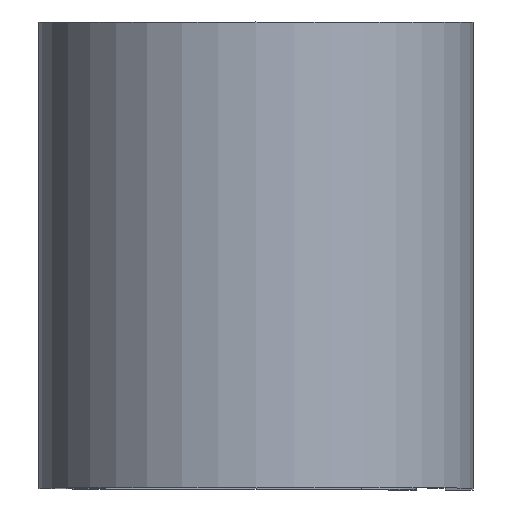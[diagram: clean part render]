
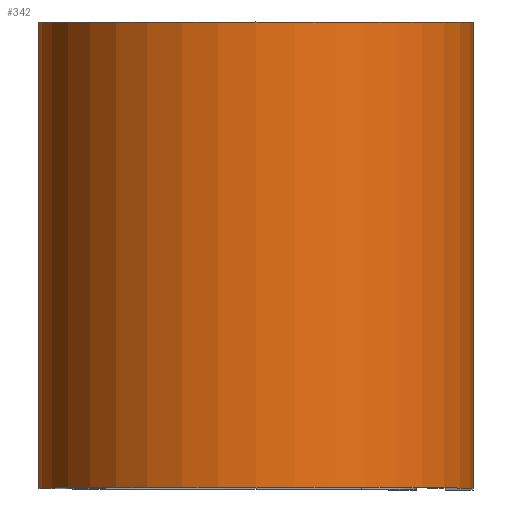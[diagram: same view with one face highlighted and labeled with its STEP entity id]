
A CAD part, top view. The second image highlights one B-rep face of the part: STEP entity #342.
In plain terms, the highlighted cylindrical face has radius 11.836 mm (diameter 23.673 mm), a partial arc.
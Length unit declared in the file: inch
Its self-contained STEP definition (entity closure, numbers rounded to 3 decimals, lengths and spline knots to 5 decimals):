
#17 = LINE ( 'NONE', #294, #87 ) ;
#35 = CARTESIAN_POINT ( 'NONE',  ( 0., -0.5, 0.812 ) ) ;
#38 = CARTESIAN_POINT ( 'NONE',  ( -0.466, -0.5, 0.812 ) ) ;
#55 = ORIENTED_EDGE ( 'NONE', *, *, #457, .T. ) ;
#70 = CARTESIAN_POINT ( 'NONE',  ( -0.466, 0.5, 0.812 ) ) ;
#87 = VECTOR ( 'NONE', #821, 39.37008 ) ;
#89 = VERTEX_POINT ( 'NONE', #38 ) ;
#104 = CARTESIAN_POINT ( 'NONE',  ( 0.466, 0.5, 0.812 ) ) ;
#106 = EDGE_CURVE ( 'NONE', #160, #633, #121, .T. ) ;
#121 = CIRCLE ( 'NONE', #507, 0.466 ) ;
#160 = VERTEX_POINT ( 'NONE', #70 ) ;
#201 = EDGE_CURVE ( 'NONE', #89, #353, #465, .T. ) ;
#217 = EDGE_CURVE ( 'NONE', #633, #353, #418, .T. ) ;
#294 = CARTESIAN_POINT ( 'NONE',  ( -0.466, 0.5, 0.812 ) ) ;
#329 = CYLINDRICAL_SURFACE ( 'NONE', #664, 0.466 ) ;
#342 = ADVANCED_FACE ( 'NONE', ( #537 ), #329, .T. ) ;
#353 = VERTEX_POINT ( 'NONE', #588 ) ;
#418 = LINE ( 'NONE', #104, #772 ) ;
#457 = EDGE_CURVE ( 'NONE', #160, #89, #17, .T. ) ;
#461 = ORIENTED_EDGE ( 'NONE', *, *, #201, .T. ) ;
#465 = CIRCLE ( 'NONE', #727, 0.466 ) ;
#507 = AXIS2_PLACEMENT_3D ( 'NONE', #755, #692, #690 ) ;
#508 = DIRECTION ( 'NONE',  ( 1., 0., 0. ) ) ;
#529 = EDGE_LOOP ( 'NONE', ( #461, #790, #768, #55 ) ) ;
#537 = FACE_OUTER_BOUND ( 'NONE', #529, .T. ) ;
#586 = CARTESIAN_POINT ( 'NONE',  ( 0.466, 0.5, 0.812 ) ) ;
#588 = CARTESIAN_POINT ( 'NONE',  ( 0.466, -0.5, 0.812 ) ) ;
#633 = VERTEX_POINT ( 'NONE', #586 ) ;
#647 = DIRECTION ( 'NONE',  ( 0., -1., 0. ) ) ;
#664 = AXIS2_PLACEMENT_3D ( 'NONE', #759, #647, #840 ) ;
#690 = DIRECTION ( 'NONE',  ( 1., 0., 0. ) ) ;
#692 = DIRECTION ( 'NONE',  ( 0., 1., 0. ) ) ;
#727 = AXIS2_PLACEMENT_3D ( 'NONE', #35, #773, #508 ) ;
#755 = CARTESIAN_POINT ( 'NONE',  ( 0., 0.5, 0.812 ) ) ;
#759 = CARTESIAN_POINT ( 'NONE',  ( 0., 0.5, 0.812 ) ) ;
#768 = ORIENTED_EDGE ( 'NONE', *, *, #106, .F. ) ;
#772 = VECTOR ( 'NONE', #834, 39.37008 ) ;
#773 = DIRECTION ( 'NONE',  ( 0., 1., 0. ) ) ;
#790 = ORIENTED_EDGE ( 'NONE', *, *, #217, .F. ) ;
#821 = DIRECTION ( 'NONE',  ( 0., -1., 0. ) ) ;
#834 = DIRECTION ( 'NONE',  ( 0., -1., 0. ) ) ;
#840 = DIRECTION ( 'NONE',  ( 0., 0., -1. ) ) ;
